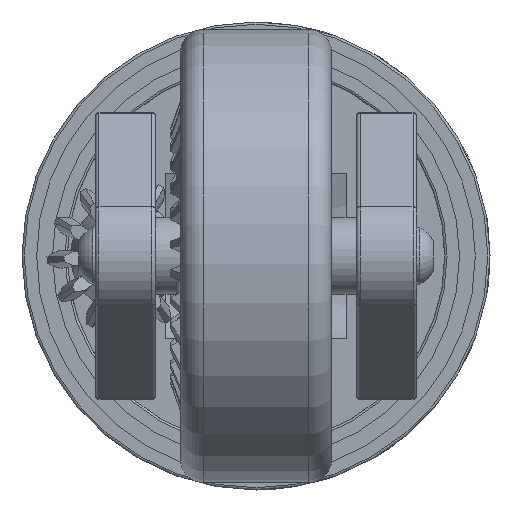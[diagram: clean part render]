
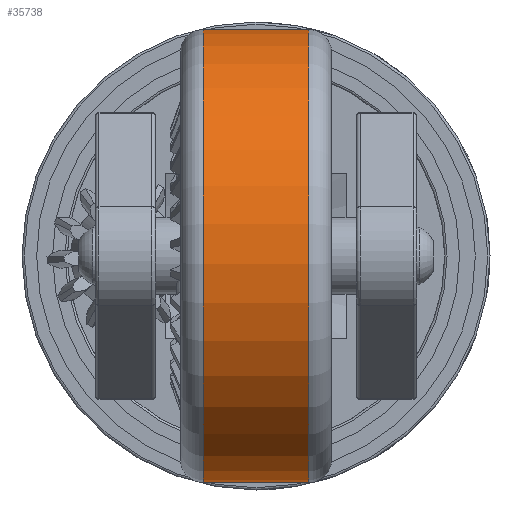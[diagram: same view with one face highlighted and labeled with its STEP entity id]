
A CAD part, front view. The second image highlights one B-rep face of the part: STEP entity #35738.
In plain terms, the highlighted cylindrical face has radius 30 mm (diameter 60 mm), a full revolution.
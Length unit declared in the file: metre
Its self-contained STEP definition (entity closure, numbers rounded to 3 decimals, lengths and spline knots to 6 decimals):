
#15244=ORIENTED_EDGE('',*,*,#21693,.T.);
#15245=ORIENTED_EDGE('',*,*,#21694,.T.);
#21693=EDGE_CURVE('',#25632,#25632,#28143,.F.);
#21694=EDGE_CURVE('',#25633,#25633,#28144,.T.);
#25632=VERTEX_POINT('',#66422);
#25633=VERTEX_POINT('',#66424);
#28143=CIRCLE('',#40071,0.03);
#28144=CIRCLE('',#40072,0.03);
#30325=EDGE_LOOP('',(#15244));
#30326=EDGE_LOOP('',(#15245));
#32651=FACE_BOUND('',#30325,.T.);
#32652=FACE_BOUND('',#30326,.T.);
#33978=CYLINDRICAL_SURFACE('',#40070,0.03);
#35738=ADVANCED_FACE('',(#32651,#32652),#33978,.T.);
#40070=AXIS2_PLACEMENT_3D('',#66420,#49663,#49664);
#40071=AXIS2_PLACEMENT_3D('',#66421,#49665,#49666);
#40072=AXIS2_PLACEMENT_3D('',#66423,#49667,#49668);
#49663=DIRECTION('',(-1.,0.,0.));
#49664=DIRECTION('',(0.,1.,0.));
#49665=DIRECTION('',(1.,0.,0.));
#49666=DIRECTION('',(0.,-1.,0.));
#49667=DIRECTION('',(1.,0.,0.));
#49668=DIRECTION('',(0.,-1.,0.));
#66420=CARTESIAN_POINT('',(0.,-0.035,0.));
#66421=CARTESIAN_POINT('',(0.007,-0.035,0.));
#66422=CARTESIAN_POINT('',(0.007,-0.065,0.));
#66423=CARTESIAN_POINT('',(-0.007,-0.035,0.));
#66424=CARTESIAN_POINT('',(-0.007,-0.065,0.));
